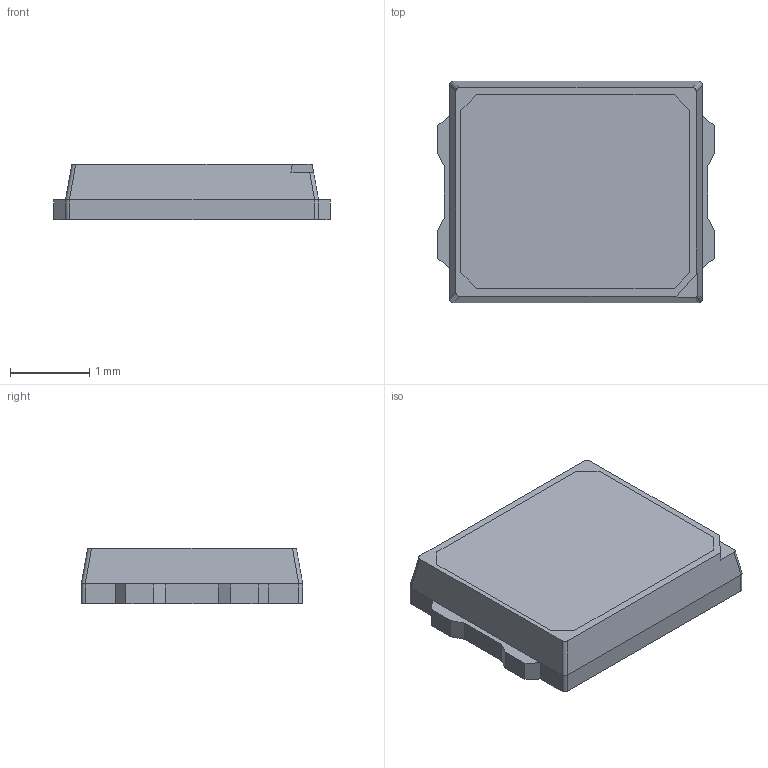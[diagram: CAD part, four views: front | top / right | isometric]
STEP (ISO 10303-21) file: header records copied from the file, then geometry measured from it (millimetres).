
FILE_DESCRIPTION(/* description */ (''),/* implementation_level */ '2;1');
FILE_NAME(/* name */ 'lm281b full assembly.stp',/* time_stamp */ '2023-02-06T19:10:51+03:00',/* author */ (''),/* organization */ (''),/* preprocessor_version */ 'ST-DEVELOPER v19.3',/* originating_system */ 'SIEMENS PLM Software NX2212.1700',/* authorisation */ '');
FILE_SCHEMA (('AUTOMOTIVE_DESIGN { 1 0 10303 214 3 1 1 1 }'));
Length unit declared in the file: millimetre
Products named in the file (4): lm281b contact; lm281b luminofor; lm281b body; lm281b full assembly
Assembly tree (3 placements, depth 2):
  lm281b full assembly
    lm281b body
    lm281b luminofor
    lm281b contact
Bounding box: 3.5 x 2.8 x 0.7 mm (x, y, z)
Volume: 6.2 mm3; surface area: 57.6 mm2
Topology: 4 solids, 4 shells, 113 faces, 308 edges, 204 vertices
Faces by surface type: plane 105, cylinder 8
Entity records: 3611 total; most frequent: CARTESIAN_POINT 629, ORIENTED_EDGE 616, DIRECTION 562, EDGE_CURVE 308, LINE 288, VECTOR 288, VERTEX_POINT 204, AXIS2_PLACEMENT_3D 137
